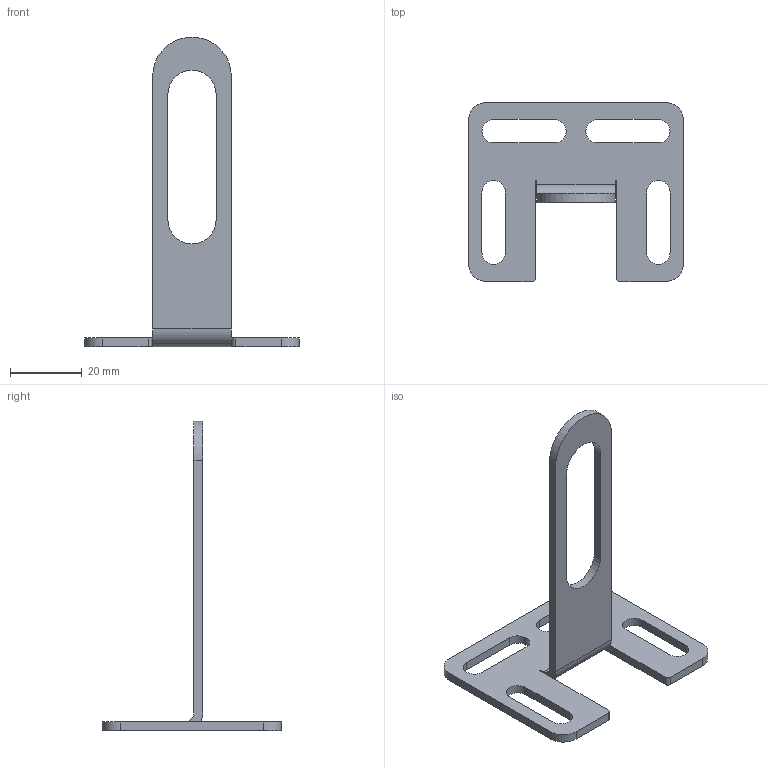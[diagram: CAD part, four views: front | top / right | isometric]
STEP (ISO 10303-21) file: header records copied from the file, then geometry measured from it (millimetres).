
FILE_DESCRIPTION((''),'2;1');
FILE_NAME('2800_Support_universell_verstellbar.stp','2011-12-05T10:49:33',('pascalzweiacker'),(''),'Autodesk Inventor 2012','Autodesk Inventor 2012','');
FILE_SCHEMA(('AUTOMOTIVE_DESIGN { 1 0 10303 214 1 1 1 1 }'));
Length unit declared in the file: millimetre
Products named in the file (1): 2800_Support_universell_verstellbar
Bounding box: 60 x 50 x 86.5 mm (x, y, z)
Volume: 7625.7 mm3; surface area: 8012.5 mm2
Topology: 1 solids, 1 shells, 44 faces, 126 edges, 84 vertices
Faces by surface type: plane 23, cylinder 21
Entity records: 1498 total; most frequent: DIRECTION 258, CARTESIAN_POINT 255, ORIENTED_EDGE 252, EDGE_CURVE 126, AXIS2_PLACEMENT_3D 87, VERTEX_POINT 84, VECTOR 84, LINE 84
